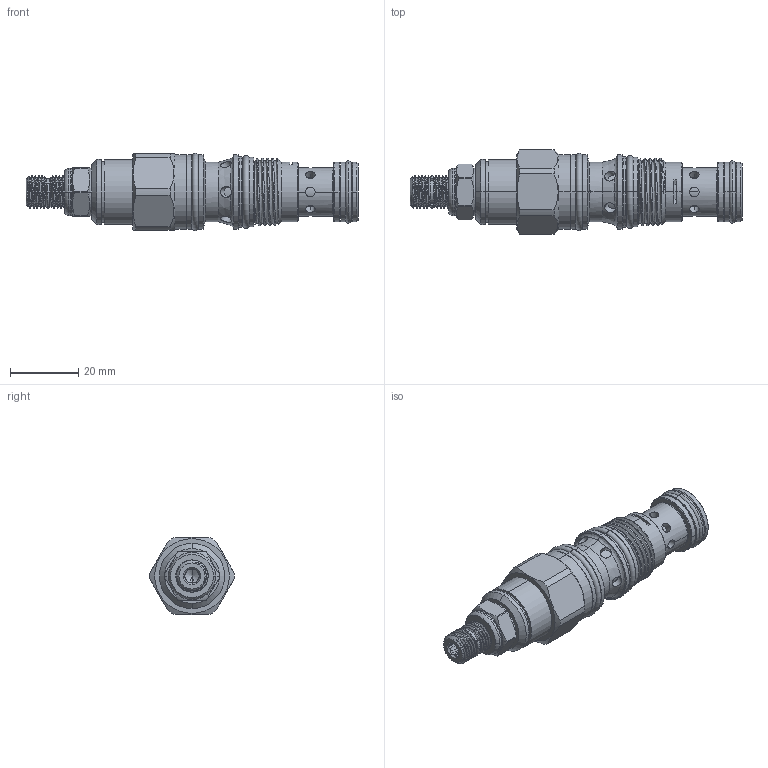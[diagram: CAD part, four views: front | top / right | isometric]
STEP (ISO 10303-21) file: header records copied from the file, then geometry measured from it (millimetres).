
FILE_DESCRIPTION (( 'STEP AP203' ), '1' );
FILE_NAME ('DP11A3Q-L.STEP', '2020-03-19T00:25:02', ( '' ), ( '' ), 'SwSTEP 2.0', 'SolidWorks 2018', '' );
FILE_SCHEMA (( 'CONFIG_CONTROL_DESIGN' ));
Length unit declared in the file: millimetre
Products named in the file (1): DP11A3Q-L
Bounding box: 97 x 24.59 x 22.55 mm (x, y, z)
Volume: 23414.9 mm3; surface area: 9482 mm2
Topology: 4 solids, 4 shells, 306 faces, 730 edges, 456 vertices
Faces by surface type: cylinder 155, plane 60, cone 48, torus 36, bspline 7
Entity records: 17642 total; most frequent: CARTESIAN_POINT 10752, ORIENTED_EDGE 1456, DIRECTION 1405, EDGE_CURVE 728, AXIS2_PLACEMENT_3D 588, VERTEX_POINT 456, EDGE_LOOP 336, FACE_OUTER_BOUND 306
